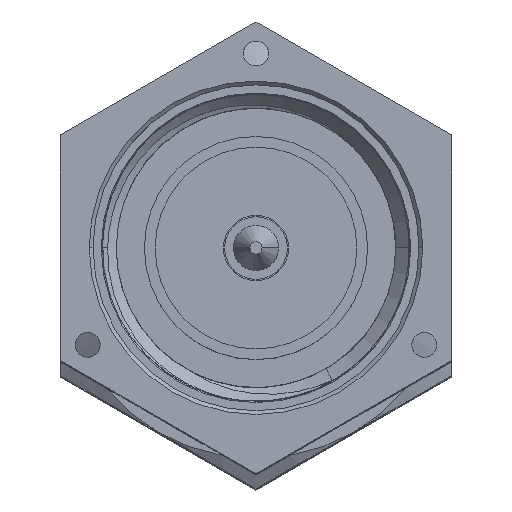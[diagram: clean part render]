
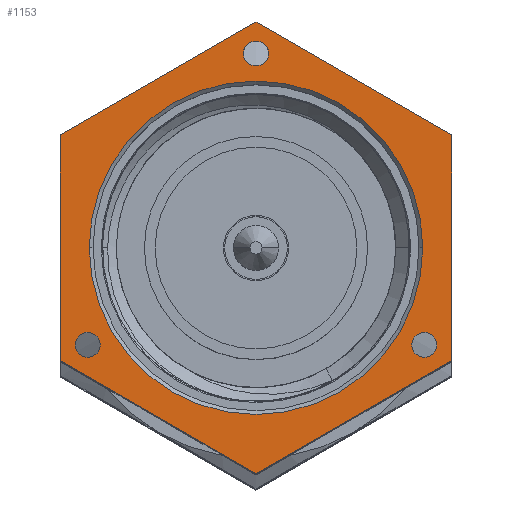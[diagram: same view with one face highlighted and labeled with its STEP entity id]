
A CAD part, top view. The second image highlights one B-rep face of the part: STEP entity #1153.
In plain terms, the highlighted face is planar.
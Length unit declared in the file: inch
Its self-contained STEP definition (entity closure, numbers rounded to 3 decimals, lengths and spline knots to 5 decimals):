
#43 = CARTESIAN_POINT ( 'NONE',  ( 0.156, -0.09007, -0.609 ) ) ;
#44 = CARTESIAN_POINT ( 'NONE',  ( -0.14423, -0.0775, -0.609 ) ) ;
#67 = DIRECTION ( 'NONE',  ( 0., 0., 1. ) ) ;
#69 = FACE_BOUND ( 'NONE', #2180, .T. ) ;
#133 = DIRECTION ( 'NONE',  ( 0., 0., 1. ) ) ;
#164 = ORIENTED_EDGE ( 'NONE', *, *, #3890, .F. ) ;
#213 = DIRECTION ( 'NONE',  ( -1., 0., 0. ) ) ;
#220 = CARTESIAN_POINT ( 'NONE',  ( -0.13423, -0.0775, -0.609 ) ) ;
#257 = LINE ( 'NONE', #4500, #770 ) ;
#268 = EDGE_CURVE ( 'NONE', #714, #6973, #3657, .T. ) ;
#332 = CIRCLE ( 'NONE', #5924, 0.01 ) ;
#356 = CARTESIAN_POINT ( 'NONE',  ( 0., 0.155, -0.609 ) ) ;
#388 = CARTESIAN_POINT ( 'NONE',  ( 0., 0.155, -0.609 ) ) ;
#578 = VECTOR ( 'NONE', #583, 39.37008 ) ;
#583 = DIRECTION ( 'NONE',  ( -0.866, -0.5, 0. ) ) ;
#629 = DIRECTION ( 'NONE',  ( 0.866, 0.5, 0. ) ) ;
#648 = CARTESIAN_POINT ( 'NONE',  ( 0.156, -0.09007, -0.609 ) ) ;
#665 = DIRECTION ( 'NONE',  ( 0.866, -0.5, 0. ) ) ;
#683 = VECTOR ( 'NONE', #2736, 39.37008 ) ;
#714 = VERTEX_POINT ( 'NONE', #3013 ) ;
#770 = VECTOR ( 'NONE', #665, 39.37008 ) ;
#784 = CARTESIAN_POINT ( 'NONE',  ( 0.13423, -0.0775, -0.609 ) ) ;
#904 = CIRCLE ( 'NONE', #6533, 0.01 ) ;
#961 = CARTESIAN_POINT ( 'NONE',  ( 0.12423, -0.0775, -0.609 ) ) ;
#1010 = ORIENTED_EDGE ( 'NONE', *, *, #3339, .T. ) ;
#1054 = VERTEX_POINT ( 'NONE', #5562 ) ;
#1132 = DIRECTION ( 'NONE',  ( -1., 0., 0. ) ) ;
#1153 = ADVANCED_FACE ( 'NONE', ( #2802, #4075, #6734, #69, #1513 ), #3146, .F. ) ;
#1218 = ORIENTED_EDGE ( 'NONE', *, *, #1973, .T. ) ;
#1284 = AXIS2_PLACEMENT_3D ( 'NONE', #4714, #3117, #3614 ) ;
#1513 = FACE_BOUND ( 'NONE', #2213, .T. ) ;
#1660 = CARTESIAN_POINT ( 'NONE',  ( -0.156, 0.09007, -0.609 ) ) ;
#1672 = AXIS2_PLACEMENT_3D ( 'NONE', #220, #5129, #5660 ) ;
#1810 = VECTOR ( 'NONE', #629, 39.37008 ) ;
#1820 = ORIENTED_EDGE ( 'NONE', *, *, #268, .F. ) ;
#1838 = ORIENTED_EDGE ( 'NONE', *, *, #6125, .T. ) ;
#1973 = EDGE_CURVE ( 'NONE', #7011, #4142, #6189, .T. ) ;
#2025 = CIRCLE ( 'NONE', #1672, 0.01 ) ;
#2070 = VERTEX_POINT ( 'NONE', #3530 ) ;
#2089 = ORIENTED_EDGE ( 'NONE', *, *, #7002, .T. ) ;
#2104 = CARTESIAN_POINT ( 'NONE',  ( 0., 0.18013, -0.609 ) ) ;
#2180 = EDGE_LOOP ( 'NONE', ( #1010, #1838 ) ) ;
#2194 = DIRECTION ( 'NONE',  ( -1., 0., 0. ) ) ;
#2213 = EDGE_LOOP ( 'NONE', ( #2089, #5108 ) ) ;
#2297 = CARTESIAN_POINT ( 'NONE',  ( 0.01, 0.155, -0.609 ) ) ;
#2319 = ORIENTED_EDGE ( 'NONE', *, *, #5408, .F. ) ;
#2320 = DIRECTION ( 'NONE',  ( -1., 0., 0. ) ) ;
#2489 = EDGE_CURVE ( 'NONE', #5869, #3288, #2749, .T. ) ;
#2518 = AXIS2_PLACEMENT_3D ( 'NONE', #4963, #3273, #6107 ) ;
#2525 = CARTESIAN_POINT ( 'NONE',  ( -0.156, 0.09007, -0.609 ) ) ;
#2538 = VERTEX_POINT ( 'NONE', #3252 ) ;
#2559 = EDGE_LOOP ( 'NONE', ( #1218, #5325 ) ) ;
#2736 = DIRECTION ( 'NONE',  ( -0.866, 0.5, 0. ) ) ;
#2749 = LINE ( 'NONE', #43, #1810 ) ;
#2770 = CARTESIAN_POINT ( 'NONE',  ( -0.12423, -0.0775, -0.609 ) ) ;
#2802 = FACE_OUTER_BOUND ( 'NONE', #6783, .T. ) ;
#2874 = CIRCLE ( 'NONE', #2518, 0.13304 ) ;
#3013 = CARTESIAN_POINT ( 'NONE',  ( 0.156, 0.09007, -0.609 ) ) ;
#3117 = DIRECTION ( 'NONE',  ( 0., 0., 1. ) ) ;
#3138 = CIRCLE ( 'NONE', #5376, 0.13304 ) ;
#3146 = PLANE ( 'NONE',  #1284 ) ;
#3167 = VERTEX_POINT ( 'NONE', #44 ) ;
#3171 = LINE ( 'NONE', #5272, #5915 ) ;
#3178 = DIRECTION ( 'NONE',  ( -1., 0., 0. ) ) ;
#3179 = EDGE_CURVE ( 'NONE', #6973, #5204, #4824, .T. ) ;
#3187 = EDGE_CURVE ( 'NONE', #2070, #1054, #2874, .T. ) ;
#3195 = VERTEX_POINT ( 'NONE', #2770 ) ;
#3252 = CARTESIAN_POINT ( 'NONE',  ( -0.156, -0.09007, -0.609 ) ) ;
#3273 = DIRECTION ( 'NONE',  ( 0., 0., -1. ) ) ;
#3288 = VERTEX_POINT ( 'NONE', #648 ) ;
#3339 = EDGE_CURVE ( 'NONE', #3167, #3195, #2025, .T. ) ;
#3476 = ORIENTED_EDGE ( 'NONE', *, *, #4572, .F. ) ;
#3530 = CARTESIAN_POINT ( 'NONE',  ( -0.13304, 0., -0.609 ) ) ;
#3565 = EDGE_CURVE ( 'NONE', #5204, #2538, #5087, .T. ) ;
#3593 = DIRECTION ( 'NONE',  ( 0., 1., 0. ) ) ;
#3604 = AXIS2_PLACEMENT_3D ( 'NONE', #5021, #133, #2320 ) ;
#3614 = DIRECTION ( 'NONE',  ( 1., 0., 0. ) ) ;
#3657 = LINE ( 'NONE', #3799, #683 ) ;
#3684 = CARTESIAN_POINT ( 'NONE',  ( 0., -0.18013, -0.609 ) ) ;
#3799 = CARTESIAN_POINT ( 'NONE',  ( 0., 0.18013, -0.609 ) ) ;
#3890 = EDGE_CURVE ( 'NONE', #2538, #5869, #257, .T. ) ;
#4002 = EDGE_CURVE ( 'NONE', #4142, #7011, #332, .T. ) ;
#4075 = FACE_BOUND ( 'NONE', #4237, .T. ) ;
#4117 = DIRECTION ( 'NONE',  ( 0., -1., 0. ) ) ;
#4142 = VERTEX_POINT ( 'NONE', #4815 ) ;
#4173 = DIRECTION ( 'NONE',  ( 0., 0., 1. ) ) ;
#4219 = AXIS2_PLACEMENT_3D ( 'NONE', #5492, #67, #2194 ) ;
#4237 = EDGE_LOOP ( 'NONE', ( #5858, #2319 ) ) ;
#4364 = ORIENTED_EDGE ( 'NONE', *, *, #3565, .F. ) ;
#4435 = VERTEX_POINT ( 'NONE', #2297 ) ;
#4483 = ORIENTED_EDGE ( 'NONE', *, *, #2489, .F. ) ;
#4500 = CARTESIAN_POINT ( 'NONE',  ( 0., -0.18013, -0.609 ) ) ;
#4572 = EDGE_CURVE ( 'NONE', #3288, #714, #3171, .T. ) ;
#4689 = DIRECTION ( 'NONE',  ( 0., 0., 1. ) ) ;
#4714 = CARTESIAN_POINT ( 'NONE',  ( -0.11262, 0.06502, -0.609 ) ) ;
#4815 = CARTESIAN_POINT ( 'NONE',  ( 0.14423, -0.0775, -0.609 ) ) ;
#4824 = LINE ( 'NONE', #1660, #578 ) ;
#4863 = CARTESIAN_POINT ( 'NONE',  ( 0., 0., -0.609 ) ) ;
#4890 = DIRECTION ( 'NONE',  ( 0., 0., -1. ) ) ;
#4963 = CARTESIAN_POINT ( 'NONE',  ( 0., 0., -0.609 ) ) ;
#5021 = CARTESIAN_POINT ( 'NONE',  ( 0.13423, -0.0775, -0.609 ) ) ;
#5029 = VERTEX_POINT ( 'NONE', #6634 ) ;
#5087 = LINE ( 'NONE', #5151, #6885 ) ;
#5101 = CIRCLE ( 'NONE', #4219, 0.01 ) ;
#5108 = ORIENTED_EDGE ( 'NONE', *, *, #5749, .T. ) ;
#5129 = DIRECTION ( 'NONE',  ( 0., 0., 1. ) ) ;
#5151 = CARTESIAN_POINT ( 'NONE',  ( -0.156, -0.09007, -0.609 ) ) ;
#5204 = VERTEX_POINT ( 'NONE', #2525 ) ;
#5272 = CARTESIAN_POINT ( 'NONE',  ( 0.156, 0.09007, -0.609 ) ) ;
#5275 = CIRCLE ( 'NONE', #6438, 0.01 ) ;
#5325 = ORIENTED_EDGE ( 'NONE', *, *, #4002, .T. ) ;
#5376 = AXIS2_PLACEMENT_3D ( 'NONE', #4863, #4890, #1132 ) ;
#5408 = EDGE_CURVE ( 'NONE', #1054, #2070, #3138, .T. ) ;
#5492 = CARTESIAN_POINT ( 'NONE',  ( -0.13423, -0.0775, -0.609 ) ) ;
#5562 = CARTESIAN_POINT ( 'NONE',  ( 0.13304, 0., -0.609 ) ) ;
#5660 = DIRECTION ( 'NONE',  ( -1., 0., 0. ) ) ;
#5749 = EDGE_CURVE ( 'NONE', #4435, #5029, #5275, .T. ) ;
#5841 = DIRECTION ( 'NONE',  ( -1., 0., 0. ) ) ;
#5858 = ORIENTED_EDGE ( 'NONE', *, *, #3187, .F. ) ;
#5869 = VERTEX_POINT ( 'NONE', #3684 ) ;
#5915 = VECTOR ( 'NONE', #3593, 39.37008 ) ;
#5924 = AXIS2_PLACEMENT_3D ( 'NONE', #784, #6800, #213 ) ;
#6107 = DIRECTION ( 'NONE',  ( -1., 0., 0. ) ) ;
#6125 = EDGE_CURVE ( 'NONE', #3195, #3167, #5101, .T. ) ;
#6154 = ORIENTED_EDGE ( 'NONE', *, *, #3179, .F. ) ;
#6189 = CIRCLE ( 'NONE', #3604, 0.01 ) ;
#6438 = AXIS2_PLACEMENT_3D ( 'NONE', #356, #4689, #5841 ) ;
#6533 = AXIS2_PLACEMENT_3D ( 'NONE', #388, #4173, #3178 ) ;
#6634 = CARTESIAN_POINT ( 'NONE',  ( -0.01, 0.155, -0.609 ) ) ;
#6734 = FACE_BOUND ( 'NONE', #2559, .T. ) ;
#6783 = EDGE_LOOP ( 'NONE', ( #4483, #164, #4364, #6154, #1820, #3476 ) ) ;
#6800 = DIRECTION ( 'NONE',  ( 0., 0., 1. ) ) ;
#6885 = VECTOR ( 'NONE', #4117, 39.37008 ) ;
#6973 = VERTEX_POINT ( 'NONE', #2104 ) ;
#7002 = EDGE_CURVE ( 'NONE', #5029, #4435, #904, .T. ) ;
#7011 = VERTEX_POINT ( 'NONE', #961 ) ;
